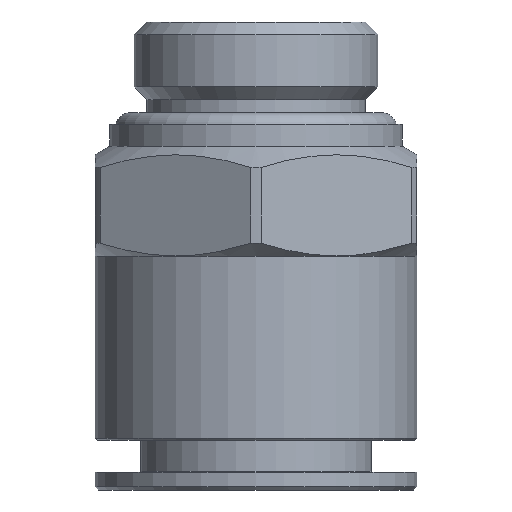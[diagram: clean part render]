
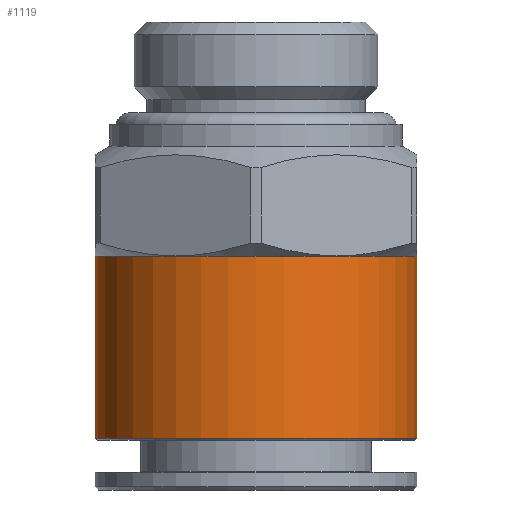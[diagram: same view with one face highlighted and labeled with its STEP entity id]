
A CAD part, front view. The second image highlights one B-rep face of the part: STEP entity #1119.
In plain terms, the highlighted cylindrical face has radius 11 mm (diameter 22 mm), a full revolution.
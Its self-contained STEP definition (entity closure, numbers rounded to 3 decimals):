
#25=CYLINDRICAL_SURFACE('',#1215,11.);
#120=CIRCLE('',#1153,11.);
#122=CIRCLE('',#1156,11.);
#123=CIRCLE('',#1158,11.);
#126=CIRCLE('',#1162,11.);
#128=CIRCLE('',#1165,11.);
#130=CIRCLE('',#1168,11.);
#156=CIRCLE('',#1214,11.);
#267=ORIENTED_EDGE('',*,*,#369,.T.);
#268=ORIENTED_EDGE('',*,*,#370,.T.);
#269=ORIENTED_EDGE('',*,*,#377,.T.);
#270=ORIENTED_EDGE('',*,*,#381,.T.);
#271=ORIENTED_EDGE('',*,*,#385,.T.);
#272=ORIENTED_EDGE('',*,*,#365,.T.);
#273=ORIENTED_EDGE('',*,*,#435,.F.);
#365=EDGE_CURVE('',#461,#464,#120,.T.);
#369=EDGE_CURVE('',#464,#467,#122,.T.);
#370=EDGE_CURVE('',#467,#468,#123,.T.);
#377=EDGE_CURVE('',#468,#473,#126,.T.);
#381=EDGE_CURVE('',#473,#476,#128,.T.);
#385=EDGE_CURVE('',#476,#461,#130,.T.);
#435=EDGE_CURVE('',#516,#516,#156,.T.);
#461=VERTEX_POINT('',#1483);
#464=VERTEX_POINT('',#1491);
#467=VERTEX_POINT('',#1505);
#468=VERTEX_POINT('',#1509);
#473=VERTEX_POINT('',#1533);
#476=VERTEX_POINT('',#1547);
#516=VERTEX_POINT('',#1721);
#594=EDGE_LOOP('',(#267,#268,#269,#270,#271,#272));
#595=EDGE_LOOP('',(#273));
#670=FACE_BOUND('',#594,.T.);
#671=FACE_BOUND('',#595,.T.);
#1119=ADVANCED_FACE('',(#670,#671),#25,.T.);
#1153=AXIS2_PLACEMENT_3D('',#1492,#1255,#1256);
#1156=AXIS2_PLACEMENT_3D('',#1506,#1261,#1262);
#1158=AXIS2_PLACEMENT_3D('',#1508,#1265,#1266);
#1162=AXIS2_PLACEMENT_3D('',#1534,#1273,#1274);
#1165=AXIS2_PLACEMENT_3D('',#1548,#1279,#1280);
#1168=AXIS2_PLACEMENT_3D('',#1561,#1285,#1286);
#1214=AXIS2_PLACEMENT_3D('',#1720,#1389,#1390);
#1215=AXIS2_PLACEMENT_3D('',#1722,#1391,#1392);
#1255=DIRECTION('',(0.,0.,-1.));
#1256=DIRECTION('',(-1.,0.,0.));
#1261=DIRECTION('',(0.,0.,-1.));
#1262=DIRECTION('',(-1.,0.,0.));
#1265=DIRECTION('',(0.,0.,-1.));
#1266=DIRECTION('',(-1.,0.,0.));
#1273=DIRECTION('',(0.,0.,-1.));
#1274=DIRECTION('',(-1.,0.,0.));
#1279=DIRECTION('',(0.,0.,-1.));
#1280=DIRECTION('',(-1.,0.,0.));
#1285=DIRECTION('',(0.,0.,-1.));
#1286=DIRECTION('',(-1.,0.,0.));
#1389=DIRECTION('',(0.,0.,-1.));
#1390=DIRECTION('',(-1.,0.,0.));
#1391=DIRECTION('',(0.,0.,-1.));
#1392=DIRECTION('',(-1.,0.,0.));
#1483=CARTESIAN_POINT('',(-5.5,-9.526,16.));
#1491=CARTESIAN_POINT('',(-11.,0.,16.));
#1492=CARTESIAN_POINT('',(0.,0.,16.));
#1505=CARTESIAN_POINT('',(-5.5,9.526,16.));
#1506=CARTESIAN_POINT('',(0.,0.,16.));
#1508=CARTESIAN_POINT('',(0.,0.,16.));
#1509=CARTESIAN_POINT('',(5.5,9.526,16.));
#1533=CARTESIAN_POINT('',(11.,0.,16.));
#1534=CARTESIAN_POINT('',(0.,0.,16.));
#1547=CARTESIAN_POINT('',(5.5,-9.526,16.));
#1548=CARTESIAN_POINT('',(0.,0.,16.));
#1561=CARTESIAN_POINT('',(0.,0.,16.));
#1720=CARTESIAN_POINT('',(0.,0.,3.541));
#1721=CARTESIAN_POINT('',(-11.,0.,3.541));
#1722=CARTESIAN_POINT('',(0.,0.,0.));
